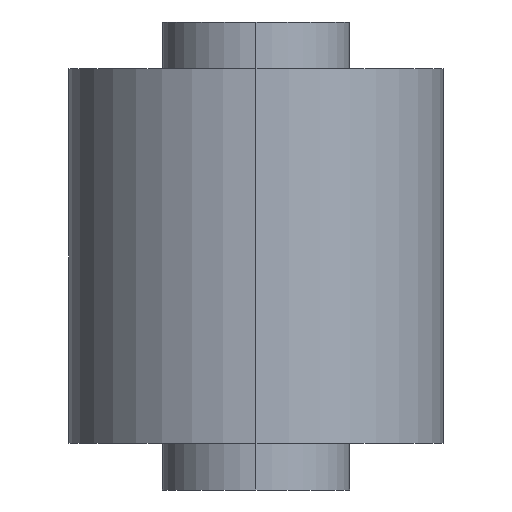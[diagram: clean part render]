
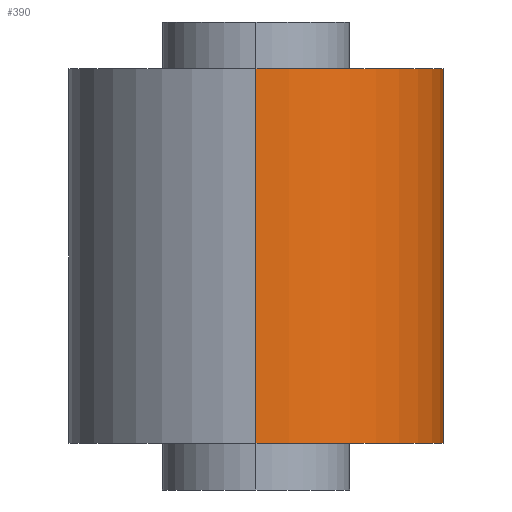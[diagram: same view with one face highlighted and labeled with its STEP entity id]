
A CAD part, left-side view. The second image highlights one B-rep face of the part: STEP entity #390.
In plain terms, the highlighted cylindrical face has radius 20 mm (diameter 40 mm), a partial arc.
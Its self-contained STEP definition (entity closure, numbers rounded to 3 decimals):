
#23 = AXIS2_PLACEMENT_3D ( 'NONE', #63, #683, #232 ) ;
#33 = DIRECTION ( 'NONE',  ( 0., 0., -1. ) ) ;
#38 = DIRECTION ( 'NONE',  ( -1., 0., 0. ) ) ;
#60 = EDGE_CURVE ( 'NONE', #451, #615, #549, .T. ) ;
#63 = CARTESIAN_POINT ( 'NONE',  ( 0., 0., 0. ) ) ;
#136 = CARTESIAN_POINT ( 'NONE',  ( 0., 0., 40. ) ) ;
#140 = DIRECTION ( 'NONE',  ( 0., 0., -1. ) ) ;
#145 = LINE ( 'NONE', #269, #383 ) ;
#149 = ORIENTED_EDGE ( 'NONE', *, *, #361, .T. ) ;
#208 = VERTEX_POINT ( 'NONE', #467 ) ;
#214 = CARTESIAN_POINT ( 'NONE',  ( 0., -20., 40. ) ) ;
#232 = DIRECTION ( 'NONE',  ( 1., 0., 0. ) ) ;
#243 = VECTOR ( 'NONE', #140, 1000. ) ;
#269 = CARTESIAN_POINT ( 'NONE',  ( 0., -20., 40. ) ) ;
#273 = EDGE_LOOP ( 'NONE', ( #407, #149, #557, #625 ) ) ;
#284 = LINE ( 'NONE', #658, #243 ) ;
#296 = CIRCLE ( 'NONE', #358, 20. ) ;
#314 = CARTESIAN_POINT ( 'NONE',  ( -20., 0., 0. ) ) ;
#327 = DIRECTION ( 'NONE',  ( 0., 0., 1. ) ) ;
#358 = AXIS2_PLACEMENT_3D ( 'NONE', #494, #327, #712 ) ;
#361 = EDGE_CURVE ( 'NONE', #208, #451, #284, .T. ) ;
#383 = VECTOR ( 'NONE', #497, 1000. ) ;
#390 = ADVANCED_FACE ( 'NONE', ( #692 ), #555, .T. ) ;
#407 = ORIENTED_EDGE ( 'NONE', *, *, #459, .F. ) ;
#451 = VERTEX_POINT ( 'NONE', #314 ) ;
#459 = EDGE_CURVE ( 'NONE', #208, #566, #296, .T. ) ;
#467 = CARTESIAN_POINT ( 'NONE',  ( -20., 0., 40. ) ) ;
#494 = CARTESIAN_POINT ( 'NONE',  ( 0., 0., 40. ) ) ;
#497 = DIRECTION ( 'NONE',  ( 0., 0., -1. ) ) ;
#499 = AXIS2_PLACEMENT_3D ( 'NONE', #136, #33, #38 ) ;
#549 = CIRCLE ( 'NONE', #23, 20. ) ;
#555 = CYLINDRICAL_SURFACE ( 'NONE', #499, 20. ) ;
#557 = ORIENTED_EDGE ( 'NONE', *, *, #60, .T. ) ;
#566 = VERTEX_POINT ( 'NONE', #214 ) ;
#572 = EDGE_CURVE ( 'NONE', #566, #615, #145, .T. ) ;
#591 = CARTESIAN_POINT ( 'NONE',  ( 0., -20., 0. ) ) ;
#615 = VERTEX_POINT ( 'NONE', #591 ) ;
#625 = ORIENTED_EDGE ( 'NONE', *, *, #572, .F. ) ;
#658 = CARTESIAN_POINT ( 'NONE',  ( -20., 0., 40. ) ) ;
#683 = DIRECTION ( 'NONE',  ( 0., 0., 1. ) ) ;
#692 = FACE_OUTER_BOUND ( 'NONE', #273, .T. ) ;
#712 = DIRECTION ( 'NONE',  ( 1., 0., 0. ) ) ;
